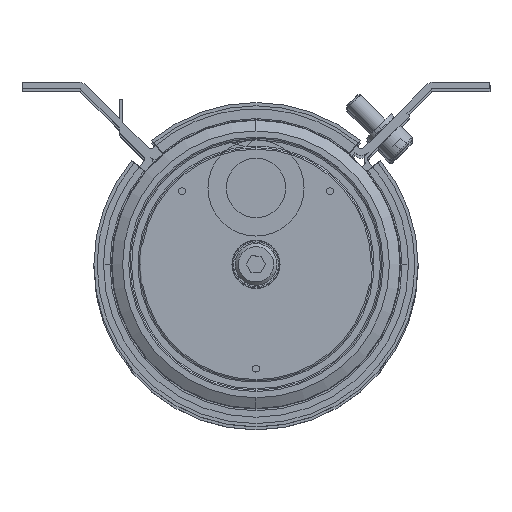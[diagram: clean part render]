
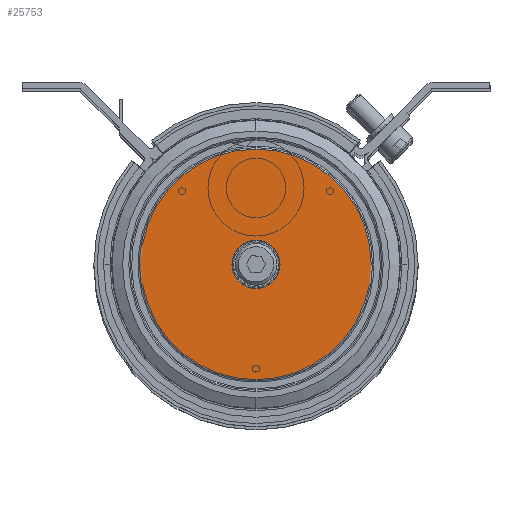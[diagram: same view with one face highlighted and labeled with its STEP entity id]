
A CAD part, top view. The second image highlights one B-rep face of the part: STEP entity #25753.
In plain terms, the highlighted face is planar.
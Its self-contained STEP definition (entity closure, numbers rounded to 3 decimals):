
#834 = LINE ( 'NONE', #83849, #69413 ) ;
#2943 = AXIS2_PLACEMENT_3D ( 'NONE', #77541, #10210, #53444 ) ;
#6775 = DIRECTION ( 'NONE',  ( 0., 1., 0. ) ) ;
#7048 = VERTEX_POINT ( 'NONE', #27970 ) ;
#10210 = DIRECTION ( 'NONE',  ( 0., -1., 0. ) ) ;
#10876 = DIRECTION ( 'NONE',  ( 0., -1., 0. ) ) ;
#11003 = LINE ( 'NONE', #47843, #15283 ) ;
#12497 = DIRECTION ( 'NONE',  ( 0., 0., -1. ) ) ;
#15223 = VERTEX_POINT ( 'NONE', #44312 ) ;
#15283 = VECTOR ( 'NONE', #77861, 1000. ) ;
#16620 = VERTEX_POINT ( 'NONE', #59085 ) ;
#17833 = EDGE_LOOP ( 'NONE', ( #86413, #36010 ) ) ;
#18576 = CIRCLE ( 'NONE', #31121, 35.884 ) ;
#19397 = AXIS2_PLACEMENT_3D ( 'NONE', #38552, #70484, #23853 ) ;
#19684 = CARTESIAN_POINT ( 'NONE',  ( 0., 0., 0. ) ) ;
#23853 = DIRECTION ( 'NONE',  ( 0., 0., -1. ) ) ;
#25753 = ADVANCED_FACE ( 'NONE', ( #70354, #79183 ), #49164, .T. ) ;
#27970 = CARTESIAN_POINT ( 'NONE',  ( 0., 0., 35.884 ) ) ;
#28643 = EDGE_LOOP ( 'NONE', ( #29359, #82617, #62621, #47475, #44085, #89079 ) ) ;
#29359 = ORIENTED_EDGE ( 'NONE', *, *, #52560, .T. ) ;
#31121 = AXIS2_PLACEMENT_3D ( 'NONE', #79842, #63164, #12497 ) ;
#34489 = DIRECTION ( 'NONE',  ( 0., 0., 1. ) ) ;
#34508 = VERTEX_POINT ( 'NONE', #92041 ) ;
#35274 = VERTEX_POINT ( 'NONE', #49946 ) ;
#36010 = ORIENTED_EDGE ( 'NONE', *, *, #76660, .T. ) ;
#36704 = VERTEX_POINT ( 'NONE', #85496 ) ;
#38552 = CARTESIAN_POINT ( 'NONE',  ( 0., 0., 0. ) ) ;
#39601 = DIRECTION ( 'NONE',  ( 0., 0., -1. ) ) ;
#41284 = DIRECTION ( 'NONE',  ( 0., 0., 1. ) ) ;
#41572 = EDGE_CURVE ( 'NONE', #35274, #84246, #45274, .T. ) ;
#41877 = EDGE_CURVE ( 'NONE', #7048, #16620, #18576, .T. ) ;
#44085 = ORIENTED_EDGE ( 'NONE', *, *, #86218, .T. ) ;
#44312 = CARTESIAN_POINT ( 'NONE',  ( -35.884, 0., 0. ) ) ;
#45131 = AXIS2_PLACEMENT_3D ( 'NONE', #62228, #62705, #39601 ) ;
#45274 = CIRCLE ( 'NONE', #2943, 35.884 ) ;
#47475 = ORIENTED_EDGE ( 'NONE', *, *, #67381, .F. ) ;
#47843 = CARTESIAN_POINT ( 'NONE',  ( 8.8, 0., 0. ) ) ;
#48760 = CARTESIAN_POINT ( 'NONE',  ( 0., 0., 0. ) ) ;
#49164 = PLANE ( 'NONE',  #76874 ) ;
#49946 = CARTESIAN_POINT ( 'NONE',  ( 0., 0., -35.884 ) ) ;
#50167 = EDGE_CURVE ( 'NONE', #36704, #7048, #92233, .T. ) ;
#52560 = EDGE_CURVE ( 'NONE', #84246, #36704, #11003, .T. ) ;
#53444 = DIRECTION ( 'NONE',  ( 0., 0., -1. ) ) ;
#54864 = CIRCLE ( 'NONE', #78392, 7.5 ) ;
#59085 = CARTESIAN_POINT ( 'NONE',  ( -35.884, 0., 0. ) ) ;
#60009 = CARTESIAN_POINT ( 'NONE',  ( 35.884, 0., 0. ) ) ;
#62228 = CARTESIAN_POINT ( 'NONE',  ( 0., 0., 0. ) ) ;
#62621 = ORIENTED_EDGE ( 'NONE', *, *, #41877, .T. ) ;
#62705 = DIRECTION ( 'NONE',  ( 0., -1., 0. ) ) ;
#63164 = DIRECTION ( 'NONE',  ( 0., -1., 0. ) ) ;
#64294 = CIRCLE ( 'NONE', #86256, 7.5 ) ;
#67381 = EDGE_CURVE ( 'NONE', #15223, #16620, #834, .T. ) ;
#69413 = VECTOR ( 'NONE', #83367, 1000. ) ;
#70354 = FACE_OUTER_BOUND ( 'NONE', #28643, .T. ) ;
#70484 = DIRECTION ( 'NONE',  ( 0., -1., 0. ) ) ;
#71156 = CIRCLE ( 'NONE', #19397, 35.884 ) ;
#71891 = DIRECTION ( 'NONE',  ( 0., 1., 0. ) ) ;
#76660 = EDGE_CURVE ( 'NONE', #34508, #77509, #64294, .T. ) ;
#76874 = AXIS2_PLACEMENT_3D ( 'NONE', #78206, #10876, #92468 ) ;
#77004 = EDGE_CURVE ( 'NONE', #77509, #34508, #54864, .T. ) ;
#77509 = VERTEX_POINT ( 'NONE', #81829 ) ;
#77541 = CARTESIAN_POINT ( 'NONE',  ( 0., 0., 0. ) ) ;
#77861 = DIRECTION ( 'NONE',  ( -1., 0., 0. ) ) ;
#78206 = CARTESIAN_POINT ( 'NONE',  ( 0., 0., 0. ) ) ;
#78392 = AXIS2_PLACEMENT_3D ( 'NONE', #19684, #6775, #41284 ) ;
#79183 = FACE_BOUND ( 'NONE', #17833, .T. ) ;
#79842 = CARTESIAN_POINT ( 'NONE',  ( 0., 0., 0. ) ) ;
#81829 = CARTESIAN_POINT ( 'NONE',  ( 0., 0., -7.5 ) ) ;
#82617 = ORIENTED_EDGE ( 'NONE', *, *, #50167, .T. ) ;
#83367 = DIRECTION ( 'NONE',  ( 1., 0., 0. ) ) ;
#83849 = CARTESIAN_POINT ( 'NONE',  ( -8.8, 0., 0. ) ) ;
#84246 = VERTEX_POINT ( 'NONE', #60009 ) ;
#85496 = CARTESIAN_POINT ( 'NONE',  ( 35.884, 0., 0. ) ) ;
#86218 = EDGE_CURVE ( 'NONE', #15223, #35274, #71156, .T. ) ;
#86256 = AXIS2_PLACEMENT_3D ( 'NONE', #48760, #71891, #34489 ) ;
#86413 = ORIENTED_EDGE ( 'NONE', *, *, #77004, .T. ) ;
#89079 = ORIENTED_EDGE ( 'NONE', *, *, #41572, .T. ) ;
#92041 = CARTESIAN_POINT ( 'NONE',  ( 0., 0., 7.5 ) ) ;
#92233 = CIRCLE ( 'NONE', #45131, 35.884 ) ;
#92468 = DIRECTION ( 'NONE',  ( 0., 0., -1. ) ) ;
